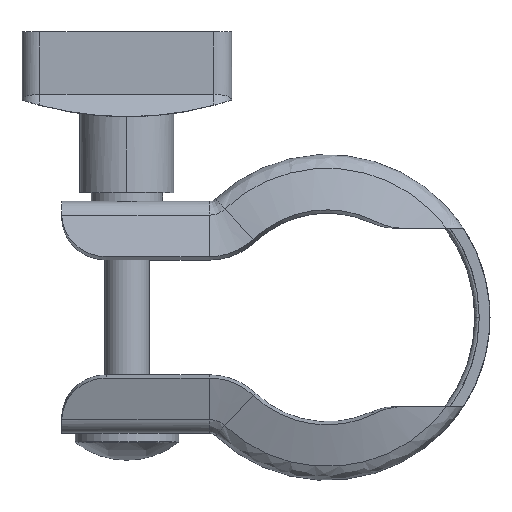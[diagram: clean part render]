
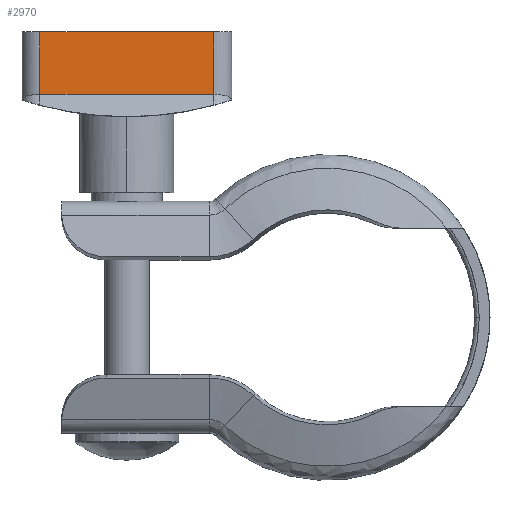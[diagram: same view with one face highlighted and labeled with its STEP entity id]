
A CAD part, top view. The second image highlights one B-rep face of the part: STEP entity #2970.
In plain terms, the highlighted planar face has unit normal (0, 0, 1).
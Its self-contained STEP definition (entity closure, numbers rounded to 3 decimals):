
#48 = DIRECTION ( 'NONE',  ( 0., 0., 1. ) ) ;
#109 = VERTEX_POINT ( 'NONE', #1034 ) ;
#348 = DIRECTION ( 'NONE',  ( 1., 0., 0. ) ) ;
#366 = VERTEX_POINT ( 'NONE', #474 ) ;
#388 = CARTESIAN_POINT ( 'NONE',  ( -12.7, 25., 3.5 ) ) ;
#474 = CARTESIAN_POINT ( 'NONE',  ( -32.2, 32., 3.5 ) ) ;
#582 = ORIENTED_EDGE ( 'NONE', *, *, #5183, .T. ) ;
#681 = AXIS2_PLACEMENT_3D ( 'NONE', #851, #48, #5507 ) ;
#851 = CARTESIAN_POINT ( 'NONE',  ( -34.2, 25., 3.5 ) ) ;
#1034 = CARTESIAN_POINT ( 'NONE',  ( -12.7, 25., 3.5 ) ) ;
#1202 = LINE ( 'NONE', #1567, #2193 ) ;
#1303 = PLANE ( 'NONE',  #681 ) ;
#1428 = ORIENTED_EDGE ( 'NONE', *, *, #3301, .F. ) ;
#1567 = CARTESIAN_POINT ( 'NONE',  ( -34.2, 25., 3.5 ) ) ;
#1878 = EDGE_CURVE ( 'NONE', #5214, #366, #2006, .T. ) ;
#2006 = LINE ( 'NONE', #2883, #2577 ) ;
#2047 = EDGE_CURVE ( 'NONE', #2389, #109, #4570, .T. ) ;
#2193 = VECTOR ( 'NONE', #2947, 1000. ) ;
#2219 = DIRECTION ( 'NONE',  ( 0., -1., 0. ) ) ;
#2224 = FACE_OUTER_BOUND ( 'NONE', #5706, .T. ) ;
#2279 = ORIENTED_EDGE ( 'NONE', *, *, #1878, .F. ) ;
#2389 = VERTEX_POINT ( 'NONE', #4181 ) ;
#2554 = CARTESIAN_POINT ( 'NONE',  ( -32.2, 25., 3.5 ) ) ;
#2577 = VECTOR ( 'NONE', #4790, 1000. ) ;
#2672 = VECTOR ( 'NONE', #2219, 1000. ) ;
#2883 = CARTESIAN_POINT ( 'NONE',  ( -32.2, 25., 3.5 ) ) ;
#2947 = DIRECTION ( 'NONE',  ( 1., 0., 0. ) ) ;
#2970 = ADVANCED_FACE ( 'NONE', ( #2224 ), #1303, .T. ) ;
#3301 = EDGE_CURVE ( 'NONE', #366, #2389, #3545, .T. ) ;
#3545 = LINE ( 'NONE', #5374, #3686 ) ;
#3686 = VECTOR ( 'NONE', #348, 1000. ) ;
#4060 = ORIENTED_EDGE ( 'NONE', *, *, #2047, .F. ) ;
#4181 = CARTESIAN_POINT ( 'NONE',  ( -12.7, 32., 3.5 ) ) ;
#4570 = LINE ( 'NONE', #388, #2672 ) ;
#4790 = DIRECTION ( 'NONE',  ( 0., 1., 0. ) ) ;
#5183 = EDGE_CURVE ( 'NONE', #5214, #109, #1202, .T. ) ;
#5214 = VERTEX_POINT ( 'NONE', #2554 ) ;
#5374 = CARTESIAN_POINT ( 'NONE',  ( -22.45, 32., 3.5 ) ) ;
#5507 = DIRECTION ( 'NONE',  ( 1., 0., 0. ) ) ;
#5706 = EDGE_LOOP ( 'NONE', ( #1428, #2279, #582, #4060 ) ) ;
